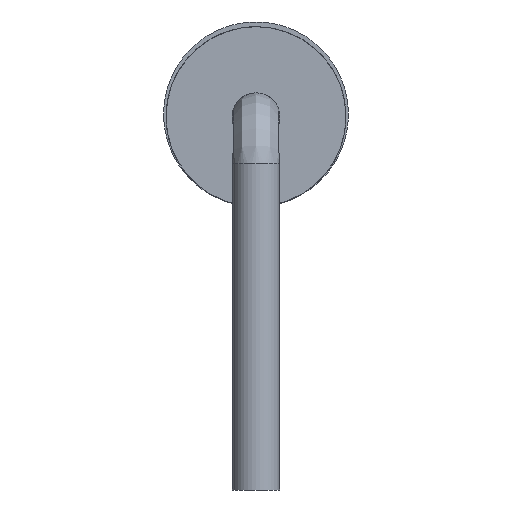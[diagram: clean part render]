
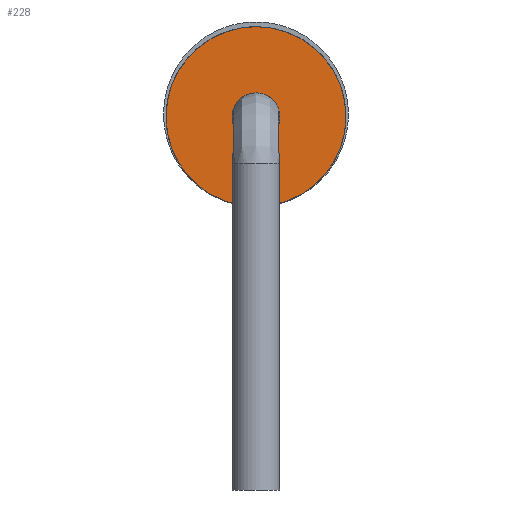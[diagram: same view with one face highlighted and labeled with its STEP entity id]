
A CAD part, left-side view. The second image highlights one B-rep face of the part: STEP entity #228.
In plain terms, the highlighted planar face has unit normal (-1, 0, 0).
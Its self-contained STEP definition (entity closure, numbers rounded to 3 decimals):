
#14=DIRECTION('',(1.,0.,0.));
#27=CARTESIAN_POINT('',(-2.033,0.953,0.953));
#34=DIRECTION('',(0.,1.,0.));
#46=AXIS2_PLACEMENT_3D('',#47,#14,#34);
#47=CARTESIAN_POINT('',(-2.033,0.,0.953));
#77=DIRECTION('',(0.,0.,-1.));
#203=VERTEX_POINT('',#27);
#204=ORIENTED_EDGE('',*,*,#205,.T.);
#205=EDGE_CURVE('',#203,#203,#206,.T.);
#206=CIRCLE('',#46,0.953);
#228=ADVANCED_FACE('',(#229,#231),#239,.F.);
#229=FACE_BOUND('',#230,.F.);
#230=EDGE_LOOP('',(#204));
#231=FACE_BOUND('',#232,.F.);
#232=EDGE_LOOP('',(#233));
#233=ORIENTED_EDGE('',*,*,#234,.F.);
#234=EDGE_CURVE('',#235,#235,#237,.T.);
#235=VERTEX_POINT('',#236);
#236=CARTESIAN_POINT('',(-2.033,0.,0.7));
#237=CIRCLE('',#238,0.253);
#238=AXIS2_PLACEMENT_3D('',#47,#14,#77);
#239=PLANE('',#46);
